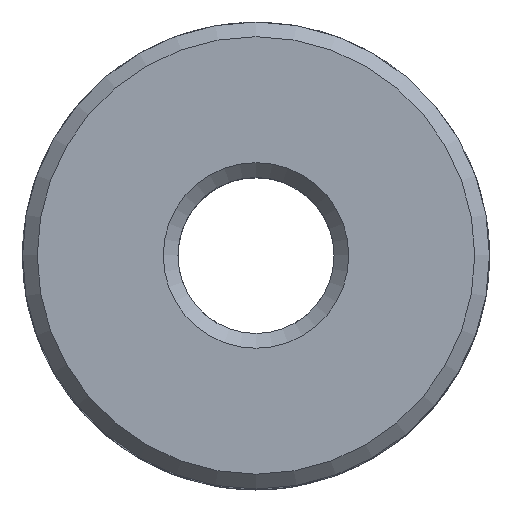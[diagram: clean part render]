
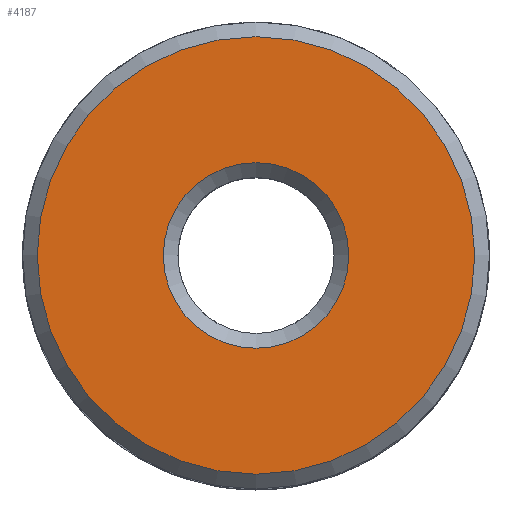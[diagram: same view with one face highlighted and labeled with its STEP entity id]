
A CAD part, top view. The second image highlights one B-rep face of the part: STEP entity #4187.
In plain terms, the highlighted planar face has unit normal (0, 0, 1).
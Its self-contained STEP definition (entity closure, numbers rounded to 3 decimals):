
#3767 = VERTEX_POINT('',#3768);
#3768 = CARTESIAN_POINT('',(8.9,0.,12.5));
#3776 = EDGE_CURVE('',#3767,#3767,#3777,.T.);
#3777 = CIRCLE('',#3778,8.9);
#3778 = AXIS2_PLACEMENT_3D('',#3779,#3780,#3781);
#3779 = CARTESIAN_POINT('',(0.,0.,12.5));
#3780 = DIRECTION('',(0.,0.,1.));
#3781 = DIRECTION('',(1.,0.,0.));
#4187 = ADVANCED_FACE('',(#4188,#4199),#4202,.T.);
#4188 = FACE_BOUND('',#4189,.T.);
#4189 = EDGE_LOOP('',(#4190));
#4190 = ORIENTED_EDGE('',*,*,#4191,.F.);
#4191 = EDGE_CURVE('',#4192,#4192,#4194,.T.);
#4192 = VERTEX_POINT('',#4193);
#4193 = CARTESIAN_POINT('',(3.775,0.,12.5));
#4194 = CIRCLE('',#4195,3.775);
#4195 = AXIS2_PLACEMENT_3D('',#4196,#4197,#4198);
#4196 = CARTESIAN_POINT('',(0.,0.,12.5));
#4197 = DIRECTION('',(0.,0.,1.));
#4198 = DIRECTION('',(1.,0.,0.));
#4199 = FACE_BOUND('',#4200,.T.);
#4200 = EDGE_LOOP('',(#4201));
#4201 = ORIENTED_EDGE('',*,*,#3776,.T.);
#4202 = PLANE('',#4203);
#4203 = AXIS2_PLACEMENT_3D('',#4204,#4205,#4206);
#4204 = CARTESIAN_POINT('',(0.,0.,12.5));
#4205 = DIRECTION('',(0.,0.,1.));
#4206 = DIRECTION('',(1.,0.,0.));
